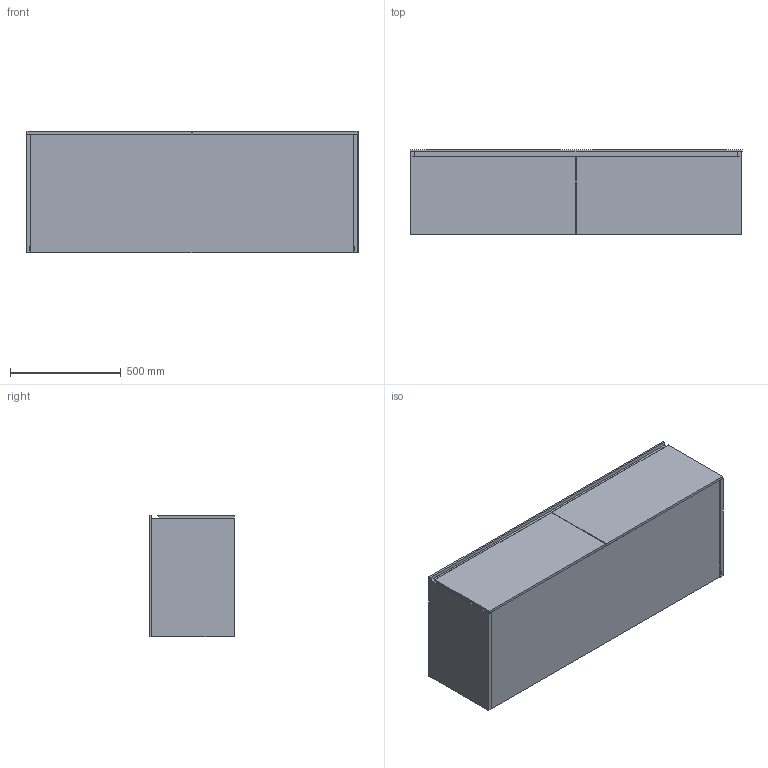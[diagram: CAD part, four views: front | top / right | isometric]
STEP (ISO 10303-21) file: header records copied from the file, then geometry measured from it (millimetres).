
FILE_DESCRIPTION (( 'STEP AP214' ), '1' );
FILE_NAME ('DWP 1500375-2AUSNER-A_bg.STEP', '2021-02-08T08:53:07', ( '' ), ( '' ), 'SwSTEP 2.0', 'SolidWorks 2020', '' );
FILE_SCHEMA (( 'AUTOMOTIVE_DESIGN' ));
Length unit declared in the file: millimetre
Products named in the file (3): DWP 1500375-2AUSNER-A_us_MDF lackiert<Wie bearbeitet>; DWP 1500375-2AUSNER-A_bg; DWP 1500375-2AUSNER-A_wt_Mit Hahnloch ohne šberlauf
Assembly tree (2 placements, depth 2):
  DWP 1500375-2AUSNER-A_bg
    DWP 1500375-2AUSNER-A_wt_Mit Hahnloch ohne šberlauf
    DWP 1500375-2AUSNER-A_us_MDF lackiert<Wie bearbeitet>
Bounding box: 1500 x 382 x 550 mm (x, y, z)
Volume: 67241398.9 mm3; surface area: 9265309.5 mm2
Topology: 21 solids, 21 shells, 347 faces, 878 edges, 568 vertices
Faces by surface type: plane 233, cylinder 66, bspline 48
Entity records: 21905 total; most frequent: CARTESIAN_POINT 13710, ORIENTED_EDGE 1740, DIRECTION 1410, EDGE_CURVE 870, LINE 618, VECTOR 618, VERTEX_POINT 568, AXIS2_PLACEMENT_3D 396
